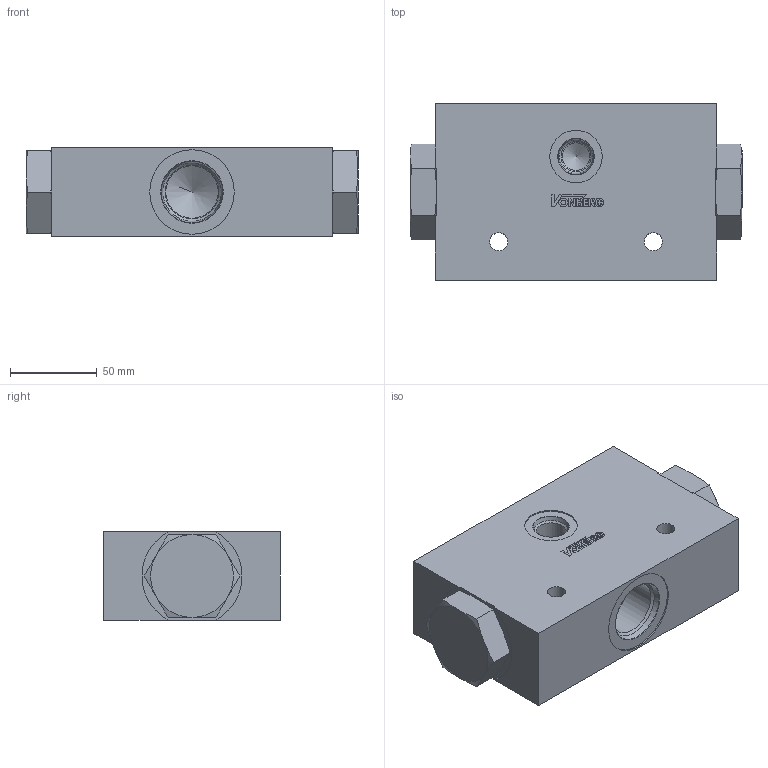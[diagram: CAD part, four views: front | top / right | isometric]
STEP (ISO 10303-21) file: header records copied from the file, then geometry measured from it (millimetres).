
FILE_DESCRIPTION((''),'2;1');
FILE_NAME('27903.stp','2015-01-26T11:07:19',('jml'),(''),'Autodesk Inventor 2010','Autodesk Inventor 2010','');
FILE_SCHEMA(('AUTOMOTIVE_DESIGN { 1 0 10303 214 1 1 1 1 }'));
Length unit declared in the file: inch
Products named in the file (4): 27903 (LevelofDetail1); 300074; 220323; 920 O-RING
Assembly tree (5 placements, depth 2):
  27903 (LevelofDetail1)
    300074
    220323  x2
    920 O-RING  x2
Bounding box: 190.88 x 101.6 x 50.8 mm (x, y, z)
Volume: 736193.1 mm3; surface area: 103376.2 mm2
Topology: 7 solids, 7 shells, 220 faces, 514 edges, 328 vertices
Faces by surface type: plane 117, cone 42, cylinder 27, bspline 26, torus 8
Full cylindrical faces by diameter (mm): 2.784 x1, 30.175 x1, 38.329 x2, 41.275 x4, 48.514 x1
Entity records: 5627 total; most frequent: CARTESIAN_POINT 1378, DIRECTION 819, ORIENTED_EDGE 764, EDGE_CURVE 382, AXIS2_PLACEMENT_3D 291, VERTEX_POINT 272, EDGE_LOOP 270, VECTOR 237
